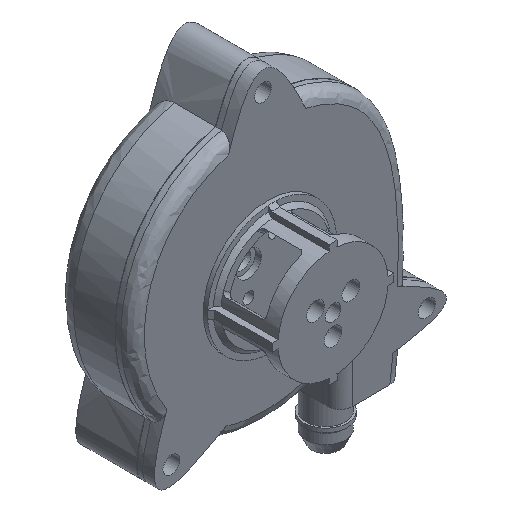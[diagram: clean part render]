
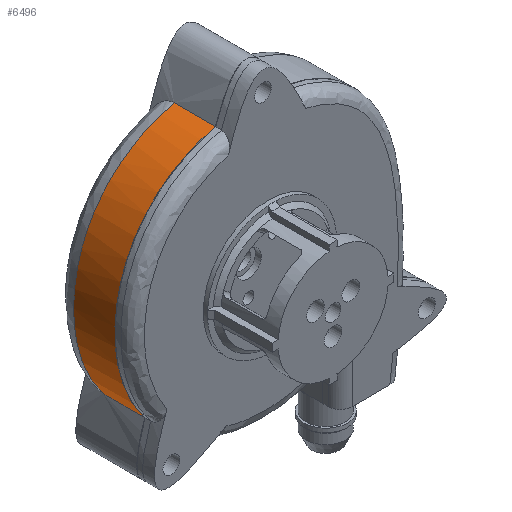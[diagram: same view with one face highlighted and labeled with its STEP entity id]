
A CAD part, isometric view. The second image highlights one B-rep face of the part: STEP entity #6496.
In plain terms, the highlighted free-form (B-spline) face has degree [3, 1] with [40, 2] control points.
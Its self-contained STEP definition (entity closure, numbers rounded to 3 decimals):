
#47=B_SPLINE_SURFACE_WITH_KNOTS('',3,1,((#18124,#18125),(#18126,#18127),
(#18128,#18129),(#18130,#18131),(#18132,#18133),(#18134,#18135),(#18136,
#18137),(#18138,#18139),(#18140,#18141),(#18142,#18143),(#18144,#18145),
(#18146,#18147),(#18148,#18149),(#18150,#18151),(#18152,#18153),(#18154,
#18155),(#18156,#18157),(#18158,#18159),(#18160,#18161),(#18162,#18163),
(#18164,#18165),(#18166,#18167),(#18168,#18169),(#18170,#18171),(#18172,
#18173),(#18174,#18175),(#18176,#18177),(#18178,#18179),(#18180,#18181),
(#18182,#18183),(#18184,#18185),(#18186,#18187),(#18188,#18189),(#18190,
#18191),(#18192,#18193),(#18194,#18195),(#18196,#18197),(#18198,#18199),
(#18200,#18201),(#18202,#18203)),.UNSPECIFIED.,.F.,.F.,.F.,(4,3,3,3,3,3,
3,3,3,3,3,3,3,4),(2,2),(-0.007,0.,0.125,0.227,
0.303,0.378,0.456,0.518,
0.582,0.665,0.735,0.811,
0.898,0.973),(-1.7,0.3),.UNSPECIFIED.);
#389=B_SPLINE_CURVE_WITH_KNOTS('',3,(#18079,#18080,#18081,#18082,#18083,
#18084,#18085,#18086,#18087,#18088,#18089,#18090,#18091,#18092,#18093),
 .UNSPECIFIED.,.F.,.F.,(4,2,1,2,1,2,1,2,4),(-5.872,-4.632,
-3.888,-2.896,-2.347,-1.615,
-0.913,-0.386,0.),
 .UNSPECIFIED.);
#392=B_SPLINE_CURVE_WITH_KNOTS('',3,(#18207,#18208,#18209,#18210,#18211,
#18212,#18213,#18214,#18215,#18216,#18217,#18218,#18219,#18220,#18221,#18222),
 .UNSPECIFIED.,.F.,.F.,(4,3,3,3,3,4),(-5.275,-4.133,
-2.629,-1.474,-0.348,0.),
 .UNSPECIFIED.);
#933=FACE_OUTER_BOUND('',#1331,.T.);
#1331=EDGE_LOOP('',(#5649,#5650,#5651,#5652));
#1724=LINE('',#18205,#2112);
#1725=LINE('',#18223,#2113);
#2112=VECTOR('',#8308,10.);
#2113=VECTOR('',#8309,10.);
#3011=VERTEX_POINT('',#18063);
#3012=VERTEX_POINT('',#18078);
#3014=VERTEX_POINT('',#18204);
#3015=VERTEX_POINT('',#18206);
#3923=EDGE_CURVE('',#3011,#3012,#389,.T.);
#3926=EDGE_CURVE('',#3011,#3014,#1724,.T.);
#3927=EDGE_CURVE('',#3014,#3015,#392,.T.);
#3928=EDGE_CURVE('',#3015,#3012,#1725,.T.);
#5649=ORIENTED_EDGE('',*,*,#3923,.F.);
#5650=ORIENTED_EDGE('',*,*,#3926,.T.);
#5651=ORIENTED_EDGE('',*,*,#3927,.T.);
#5652=ORIENTED_EDGE('',*,*,#3928,.T.);
#6496=ADVANCED_FACE('',(#933),#47,.T.);
#8308=DIRECTION('',(0.,-1.,0.));
#8309=DIRECTION('',(0.,1.,0.));
#18063=CARTESIAN_POINT('',(-26.874,11.,-20.151));
#18078=CARTESIAN_POINT('',(-8.904,11.,34.89));
#18079=CARTESIAN_POINT('Ctrl Pts',(-26.874,11.,-20.151));
#18080=CARTESIAN_POINT('Ctrl Pts',(-29.911,11.,-16.313));
#18081=CARTESIAN_POINT('Ctrl Pts',(-32.026,11.,-11.888));
#18082=CARTESIAN_POINT('Ctrl Pts',(-33.967,11.,-4.402));
#18083=CARTESIAN_POINT('Ctrl Pts',(-34.879,11.,2.222));
#18084=CARTESIAN_POINT('Ctrl Pts',(-34.087,11.,8.992));
#18085=CARTESIAN_POINT('Ctrl Pts',(-32.382,11.,14.779));
#18086=CARTESIAN_POINT('Ctrl Pts',(-30.467,11.,19.527));
#18087=CARTESIAN_POINT('Ctrl Pts',(-27.489,11.,23.723));
#18088=CARTESIAN_POINT('Ctrl Pts',(-23.443,11.,27.892));
#18089=CARTESIAN_POINT('Ctrl Pts',(-19.486,11.,30.913));
#18090=CARTESIAN_POINT('Ctrl Pts',(-15.123,11.,32.929));
#18091=CARTESIAN_POINT('Ctrl Pts',(-11.775,11.,34.138));
#18092=CARTESIAN_POINT('Ctrl Pts',(-10.341,11.,34.556));
#18093=CARTESIAN_POINT('Ctrl Pts',(-8.904,11.,34.89));
#18124=CARTESIAN_POINT('Ctrl Pts',(33.961,16.,-39.606));
#18125=CARTESIAN_POINT('Ctrl Pts',(33.961,-4.,-39.606));
#18126=CARTESIAN_POINT('Ctrl Pts',(34.07,16.,-38.73));
#18127=CARTESIAN_POINT('Ctrl Pts',(34.07,-4.,-38.73));
#18128=CARTESIAN_POINT('Ctrl Pts',(34.18,16.,-37.855));
#18129=CARTESIAN_POINT('Ctrl Pts',(34.18,-4.,-37.855));
#18130=CARTESIAN_POINT('Ctrl Pts',(34.29,16.,-36.979));
#18131=CARTESIAN_POINT('Ctrl Pts',(34.29,-4.,-36.979));
#18132=CARTESIAN_POINT('Ctrl Pts',(36.158,16.,-22.056));
#18133=CARTESIAN_POINT('Ctrl Pts',(36.158,-4.,-22.056));
#18134=CARTESIAN_POINT('Ctrl Pts',(36.627,16.,-9.467));
#18135=CARTESIAN_POINT('Ctrl Pts',(36.627,-4.,-9.467));
#18136=CARTESIAN_POINT('Ctrl Pts',(35.528,16.,0.876));
#18137=CARTESIAN_POINT('Ctrl Pts',(35.528,-4.,0.876));
#18138=CARTESIAN_POINT('Ctrl Pts',(34.632,16.,9.306));
#18139=CARTESIAN_POINT('Ctrl Pts',(34.632,-4.,9.306));
#18140=CARTESIAN_POINT('Ctrl Pts',(32.7,16.,16.28));
#18141=CARTESIAN_POINT('Ctrl Pts',(32.7,-4.,16.28));
#18142=CARTESIAN_POINT('Ctrl Pts',(29.255,16.,21.823));
#18143=CARTESIAN_POINT('Ctrl Pts',(29.255,-4.,21.823));
#18144=CARTESIAN_POINT('Ctrl Pts',(26.674,16.,25.976));
#18145=CARTESIAN_POINT('Ctrl Pts',(26.674,-4.,25.976));
#18146=CARTESIAN_POINT('Ctrl Pts',(23.193,16.,29.288));
#18147=CARTESIAN_POINT('Ctrl Pts',(23.193,-4.,29.288));
#18148=CARTESIAN_POINT('Ctrl Pts',(18.9,16.,31.634));
#18149=CARTESIAN_POINT('Ctrl Pts',(18.9,-4.,31.634));
#18150=CARTESIAN_POINT('Ctrl Pts',(14.677,16.,33.942));
#18151=CARTESIAN_POINT('Ctrl Pts',(14.677,-4.,33.942));
#18152=CARTESIAN_POINT('Ctrl Pts',(9.678,16.,35.36));
#18153=CARTESIAN_POINT('Ctrl Pts',(9.678,-4.,35.36));
#18154=CARTESIAN_POINT('Ctrl Pts',(4.237,16.,35.811));
#18155=CARTESIAN_POINT('Ctrl Pts',(4.237,-4.,35.811));
#18156=CARTESIAN_POINT('Ctrl Pts',(-1.392,16.,36.278));
#18157=CARTESIAN_POINT('Ctrl Pts',(-1.392,-4.,36.278));
#18158=CARTESIAN_POINT('Ctrl Pts',(-7.495,16.,35.683));
#18159=CARTESIAN_POINT('Ctrl Pts',(-7.495,-4.,35.683));
#18160=CARTESIAN_POINT('Ctrl Pts',(-13.187,16.,33.628));
#18161=CARTESIAN_POINT('Ctrl Pts',(-13.187,-4.,33.628));
#18162=CARTESIAN_POINT('Ctrl Pts',(-17.736,16.,31.986));
#18163=CARTESIAN_POINT('Ctrl Pts',(-17.736,-4.,31.986));
#18164=CARTESIAN_POINT('Ctrl Pts',(-21.999,16.,29.379));
#18165=CARTESIAN_POINT('Ctrl Pts',(-21.999,-4.,29.379));
#18166=CARTESIAN_POINT('Ctrl Pts',(-25.422,16.,25.853));
#18167=CARTESIAN_POINT('Ctrl Pts',(-25.422,-4.,25.853));
#18168=CARTESIAN_POINT('Ctrl Pts',(-28.934,16.,22.236));
#18169=CARTESIAN_POINT('Ctrl Pts',(-28.934,-4.,22.236));
#18170=CARTESIAN_POINT('Ctrl Pts',(-31.529,16.,17.671));
#18171=CARTESIAN_POINT('Ctrl Pts',(-31.529,-4.,17.671));
#18172=CARTESIAN_POINT('Ctrl Pts',(-32.99,16.,12.712));
#18173=CARTESIAN_POINT('Ctrl Pts',(-32.99,-4.,12.712));
#18174=CARTESIAN_POINT('Ctrl Pts',(-34.892,16.,6.258));
#18175=CARTESIAN_POINT('Ctrl Pts',(-34.892,-4.,6.258));
#18176=CARTESIAN_POINT('Ctrl Pts',(-34.895,16.,-0.824));
#18177=CARTESIAN_POINT('Ctrl Pts',(-34.895,-4.,-0.824));
#18178=CARTESIAN_POINT('Ctrl Pts',(-33.239,16.,-7.21));
#18179=CARTESIAN_POINT('Ctrl Pts',(-33.239,-4.,-7.21));
#18180=CARTESIAN_POINT('Ctrl Pts',(-31.844,16.,-12.587));
#18181=CARTESIAN_POINT('Ctrl Pts',(-31.844,-4.,-12.587));
#18182=CARTESIAN_POINT('Ctrl Pts',(-29.276,16.,-17.453));
#18183=CARTESIAN_POINT('Ctrl Pts',(-29.276,-4.,-17.453));
#18184=CARTESIAN_POINT('Ctrl Pts',(-25.91,16.,-21.312));
#18185=CARTESIAN_POINT('Ctrl Pts',(-25.91,-4.,-21.312));
#18186=CARTESIAN_POINT('Ctrl Pts',(-22.217,16.,-25.547));
#18187=CARTESIAN_POINT('Ctrl Pts',(-22.217,-4.,-25.547));
#18188=CARTESIAN_POINT('Ctrl Pts',(-17.592,16.,-28.568));
#18189=CARTESIAN_POINT('Ctrl Pts',(-17.592,-4.,-28.568));
#18190=CARTESIAN_POINT('Ctrl Pts',(-12.709,16.,-30.354));
#18191=CARTESIAN_POINT('Ctrl Pts',(-12.709,-4.,-30.354));
#18192=CARTESIAN_POINT('Ctrl Pts',(-7.221,16.,-32.363));
#18193=CARTESIAN_POINT('Ctrl Pts',(-7.221,-4.,-32.363));
#18194=CARTESIAN_POINT('Ctrl Pts',(-1.436,16.,-32.873));
#18195=CARTESIAN_POINT('Ctrl Pts',(-1.436,-4.,-32.873));
#18196=CARTESIAN_POINT('Ctrl Pts',(4.152,16.,-32.116));
#18197=CARTESIAN_POINT('Ctrl Pts',(4.152,-4.,-32.116));
#18198=CARTESIAN_POINT('Ctrl Pts',(9.043,16.,-31.453));
#18199=CARTESIAN_POINT('Ctrl Pts',(9.043,-4.,-31.453));
#18200=CARTESIAN_POINT('Ctrl Pts',(13.793,16.,-29.812));
#18201=CARTESIAN_POINT('Ctrl Pts',(13.793,-4.,-29.812));
#18202=CARTESIAN_POINT('Ctrl Pts',(18.313,16.,-27.269));
#18203=CARTESIAN_POINT('Ctrl Pts',(18.313,-4.,-27.269));
#18204=CARTESIAN_POINT('',(-26.874,0.5,-20.151));
#18205=CARTESIAN_POINT('',(-26.874,16.,-20.151));
#18206=CARTESIAN_POINT('',(-8.904,0.5,34.89));
#18207=CARTESIAN_POINT('Ctrl Pts',(-26.874,0.5,
-20.151));
#18208=CARTESIAN_POINT('Ctrl Pts',(-29.767,0.5,
-16.496));
#18209=CARTESIAN_POINT('Ctrl Pts',(-31.981,0.5,
-12.061));
#18210=CARTESIAN_POINT('Ctrl Pts',(-33.239,0.5,
-7.21));
#18211=CARTESIAN_POINT('Ctrl Pts',(-34.895,0.5,
-0.824));
#18212=CARTESIAN_POINT('Ctrl Pts',(-34.892,0.5,
6.258));
#18213=CARTESIAN_POINT('Ctrl Pts',(-32.99,0.5,
12.712));
#18214=CARTESIAN_POINT('Ctrl Pts',(-31.529,0.5,
17.671));
#18215=CARTESIAN_POINT('Ctrl Pts',(-28.934,0.5,
22.236));
#18216=CARTESIAN_POINT('Ctrl Pts',(-25.422,0.5,25.853));
#18217=CARTESIAN_POINT('Ctrl Pts',(-21.999,0.5,
29.379));
#18218=CARTESIAN_POINT('Ctrl Pts',(-17.736,0.5,
31.986));
#18219=CARTESIAN_POINT('Ctrl Pts',(-13.187,0.5,
33.628));
#18220=CARTESIAN_POINT('Ctrl Pts',(-11.78,0.5,
34.136));
#18221=CARTESIAN_POINT('Ctrl Pts',(-10.348,0.5,
34.555));
#18222=CARTESIAN_POINT('Ctrl Pts',(-8.904,0.5,
34.89));
#18223=CARTESIAN_POINT('',(-8.904,16.,34.89));
